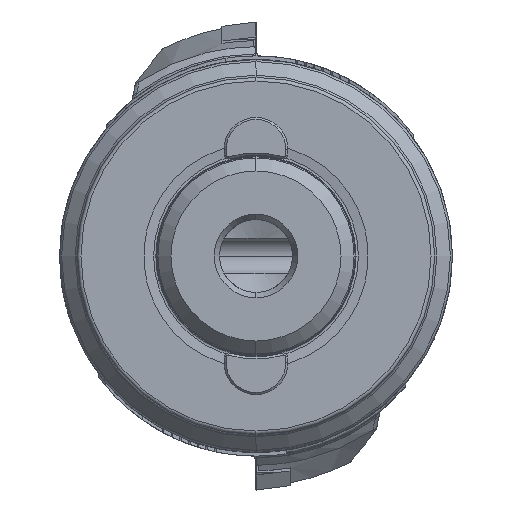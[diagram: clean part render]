
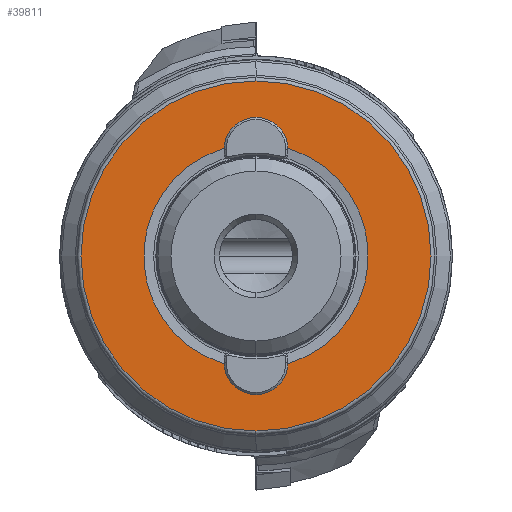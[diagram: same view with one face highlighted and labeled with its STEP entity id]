
A CAD part, left-side view. The second image highlights one B-rep face of the part: STEP entity #39811.
In plain terms, the highlighted planar face has unit normal (-1, 0, 0).
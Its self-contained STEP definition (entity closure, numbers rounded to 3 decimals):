
#198 = CIRCLE ( 'NONE', #3129, 24.5 ) ;
#826 = CARTESIAN_POINT ( 'NONE',  ( 0., 0., 0. ) ) ;
#2895 = CIRCLE ( 'NONE', #27805, 2.5 ) ;
#2944 = FACE_BOUND ( 'NONE', #50238, .T. ) ;
#3129 = AXIS2_PLACEMENT_3D ( 'NONE', #826, #29615, #4963 ) ;
#3391 = CIRCLE ( 'NONE', #11649, 2.5 ) ;
#4764 = CARTESIAN_POINT ( 'NONE',  ( 0., 0., 19.4 ) ) ;
#4963 = DIRECTION ( 'NONE',  ( 0., 0., 1. ) ) ;
#5382 = CARTESIAN_POINT ( 'NONE',  ( 0., -2.118, 15.572 ) ) ;
#5474 = VERTEX_POINT ( 'NONE', #52061 ) ;
#6400 = AXIS2_PLACEMENT_3D ( 'NONE', #8319, #37149, #12523 ) ;
#7002 = DIRECTION ( 'NONE',  ( -1., 0., 0. ) ) ;
#7464 = VERTEX_POINT ( 'NONE', #45655 ) ;
#7533 = CARTESIAN_POINT ( 'NONE',  ( 0., -2.118, -15.572 ) ) ;
#8319 = CARTESIAN_POINT ( 'NONE',  ( 0., 0., -16.9 ) ) ;
#9949 = DIRECTION ( 'NONE',  ( 0., 0., -1. ) ) ;
#10277 = AXIS2_PLACEMENT_3D ( 'NONE', #38829, #14206, #42972 ) ;
#11212 = CIRCLE ( 'NONE', #10277, 2.5 ) ;
#11649 = AXIS2_PLACEMENT_3D ( 'NONE', #12000, #40818, #16176 ) ;
#12000 = CARTESIAN_POINT ( 'NONE',  ( 0., 0., 16.9 ) ) ;
#12327 = EDGE_CURVE ( 'NONE', #24306, #36855, #11212, .T. ) ;
#12523 = DIRECTION ( 'NONE',  ( 0., 0., 1. ) ) ;
#12927 = ORIENTED_EDGE ( 'NONE', *, *, #48468, .F. ) ;
#14206 = DIRECTION ( 'NONE',  ( -1., 0., 0. ) ) ;
#14403 = EDGE_CURVE ( 'NONE', #32613, #7464, #198, .T. ) ;
#16116 = AXIS2_PLACEMENT_3D ( 'NONE', #46567, #34646, #9949 ) ;
#16176 = DIRECTION ( 'NONE',  ( 0., 0., 1. ) ) ;
#16473 = VERTEX_POINT ( 'NONE', #23264 ) ;
#16564 = VERTEX_POINT ( 'NONE', #7533 ) ;
#17681 = EDGE_CURVE ( 'NONE', #5474, #16473, #25697, .T. ) ;
#18080 = ORIENTED_EDGE ( 'NONE', *, *, #12327, .F. ) ;
#18376 = ORIENTED_EDGE ( 'NONE', *, *, #48390, .F. ) ;
#18587 = DIRECTION ( 'NONE',  ( -1., 0., 0. ) ) ;
#19028 = CARTESIAN_POINT ( 'NONE',  ( 0., 0., 0. ) ) ;
#19902 = DIRECTION ( 'NONE',  ( -1., 0., 0. ) ) ;
#21467 = CIRCLE ( 'NONE', #43336, 15.715 ) ;
#23163 = DIRECTION ( 'NONE',  ( 0., 0., 1. ) ) ;
#23264 = CARTESIAN_POINT ( 'NONE',  ( 0., 2.118, -15.572 ) ) ;
#24306 = VERTEX_POINT ( 'NONE', #5382 ) ;
#25697 = CIRCLE ( 'NONE', #26755, 15.715 ) ;
#25936 = ORIENTED_EDGE ( 'NONE', *, *, #48765, .T. ) ;
#26755 = AXIS2_PLACEMENT_3D ( 'NONE', #31695, #7002, #35828 ) ;
#27120 = ORIENTED_EDGE ( 'NONE', *, *, #42076, .F. ) ;
#27417 = FACE_OUTER_BOUND ( 'NONE', #51579, .T. ) ;
#27805 = AXIS2_PLACEMENT_3D ( 'NONE', #43247, #18587, #47403 ) ;
#29415 = ORIENTED_EDGE ( 'NONE', *, *, #14403, .T. ) ;
#29615 = DIRECTION ( 'NONE',  ( -1., 0., 0. ) ) ;
#31695 = CARTESIAN_POINT ( 'NONE',  ( 0., 0., 0. ) ) ;
#32613 = VERTEX_POINT ( 'NONE', #46187 ) ;
#34646 = DIRECTION ( 'NONE',  ( 1., 0., 0. ) ) ;
#35485 = EDGE_CURVE ( 'NONE', #16473, #39532, #2895, .T. ) ;
#35828 = DIRECTION ( 'NONE',  ( 0., 0., 1. ) ) ;
#36855 = VERTEX_POINT ( 'NONE', #4764 ) ;
#37149 = DIRECTION ( 'NONE',  ( -1., 0., 0. ) ) ;
#37781 = ORIENTED_EDGE ( 'NONE', *, *, #17681, .F. ) ;
#38541 = ORIENTED_EDGE ( 'NONE', *, *, #35485, .F. ) ;
#38829 = CARTESIAN_POINT ( 'NONE',  ( 0., 0., 16.9 ) ) ;
#39500 = CIRCLE ( 'NONE', #6400, 2.5 ) ;
#39532 = VERTEX_POINT ( 'NONE', #44593 ) ;
#39811 = ADVANCED_FACE ( 'NONE', ( #27417, #2944 ), #51067, .F. ) ;
#40818 = DIRECTION ( 'NONE',  ( -1., 0., 0. ) ) ;
#42076 = EDGE_CURVE ( 'NONE', #36855, #5474, #3391, .T. ) ;
#42718 = CIRCLE ( 'NONE', #47830, 24.5 ) ;
#42972 = DIRECTION ( 'NONE',  ( 0., 0., 1. ) ) ;
#43247 = CARTESIAN_POINT ( 'NONE',  ( 0., 0., -16.9 ) ) ;
#43336 = AXIS2_PLACEMENT_3D ( 'NONE', #44583, #19902, #48714 ) ;
#44583 = CARTESIAN_POINT ( 'NONE',  ( 0., 0., 0. ) ) ;
#44593 = CARTESIAN_POINT ( 'NONE',  ( 0., 0., -19.4 ) ) ;
#45655 = CARTESIAN_POINT ( 'NONE',  ( 0., 0., 24.5 ) ) ;
#46187 = CARTESIAN_POINT ( 'NONE',  ( 0., 0., -24.5 ) ) ;
#46567 = CARTESIAN_POINT ( 'NONE',  ( 0., 15.715, 0. ) ) ;
#47403 = DIRECTION ( 'NONE',  ( 0., 0., 1. ) ) ;
#47830 = AXIS2_PLACEMENT_3D ( 'NONE', #19028, #47844, #23163 ) ;
#47844 = DIRECTION ( 'NONE',  ( -1., 0., 0. ) ) ;
#48390 = EDGE_CURVE ( 'NONE', #16564, #24306, #21467, .T. ) ;
#48468 = EDGE_CURVE ( 'NONE', #39532, #16564, #39500, .T. ) ;
#48714 = DIRECTION ( 'NONE',  ( 0., 0., 1. ) ) ;
#48765 = EDGE_CURVE ( 'NONE', #7464, #32613, #42718, .T. ) ;
#50238 = EDGE_LOOP ( 'NONE', ( #38541, #37781, #27120, #18080, #18376, #12927 ) ) ;
#51067 = PLANE ( 'NONE',  #16116 ) ;
#51579 = EDGE_LOOP ( 'NONE', ( #25936, #29415 ) ) ;
#52061 = CARTESIAN_POINT ( 'NONE',  ( 0., 2.118, 15.572 ) ) ;
